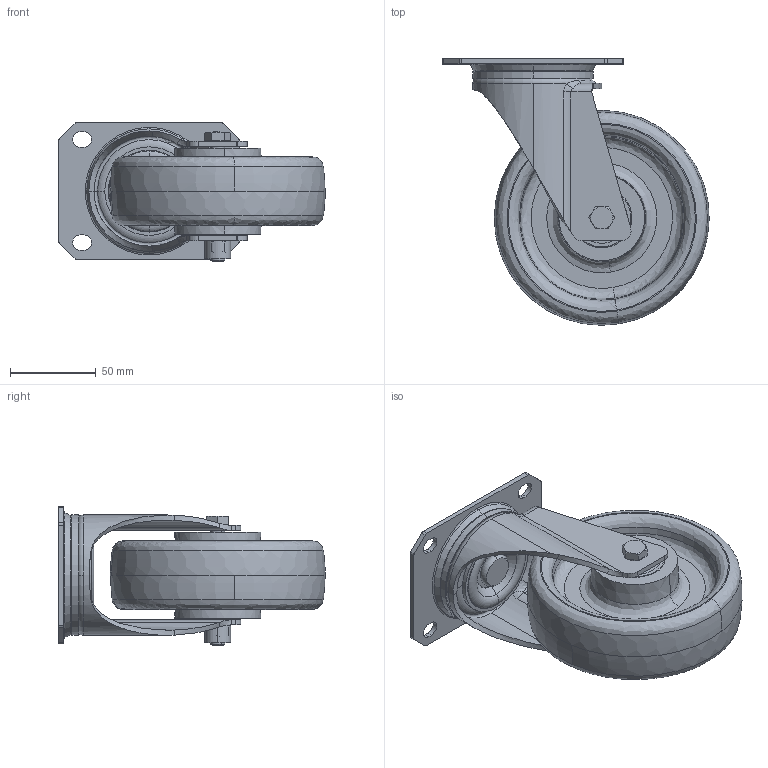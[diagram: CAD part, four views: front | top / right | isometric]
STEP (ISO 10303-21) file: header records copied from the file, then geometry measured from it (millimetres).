
FILE_DESCRIPTION (( 'STEP AP214' ), '1' );
FILE_NAME ('0056440.step', '2023-08-03T07:16:54', ( '' ), ( '' ), 'SwSTEP 2.0', 'SolidWorks 2020', '' );
FILE_SCHEMA (( 'AUTOMOTIVE_DESIGN' ));
Length unit declared in the file: millimetre
Products named in the file (1): 0056440
Bounding box: 154.99 x 154.99 x 81 mm (x, y, z)
Surface area: 125035.4 mm2 (no closed solid volume)
Topology: 0 solids, 23 shells, 409 faces, 910 edges, 556 vertices
Faces by surface type: cylinder 132, plane 113, torus 80, cone 48, bspline 36
Entity records: 18826 total; most frequent: CARTESIAN_POINT 4962, DIRECTION 2064, ORIENTED_EDGE 1791, EDGE_CURVE 910, AXIS2_PLACEMENT_3D 890, VERTEX_POINT 556, CIRCLE 516, EDGE_LOOP 473
